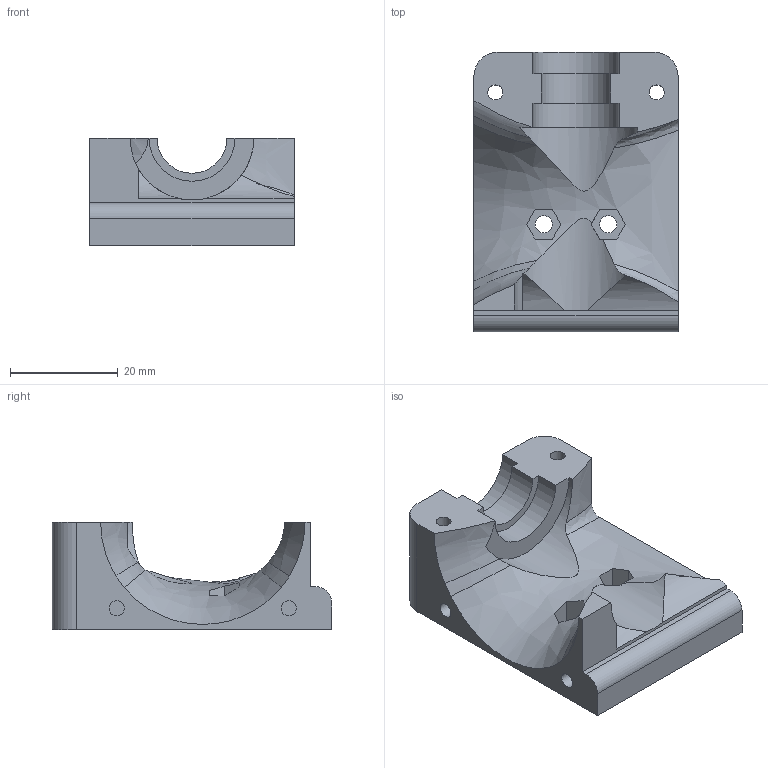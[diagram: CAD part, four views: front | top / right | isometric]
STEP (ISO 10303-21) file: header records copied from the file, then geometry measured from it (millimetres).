
FILE_DESCRIPTION(('FreeCAD Model'),'2;1');
FILE_NAME('Open CASCADE Shape Model','2022-01-04T18:55:18',('Author'),( ''),'Open CASCADE STEP processor 7.5','FreeCAD','Unknown');
FILE_SCHEMA(('AUTOMOTIVE_DESIGN { 1 0 10303 214 1 1 1 1 }'));
Length unit declared in the file: millimetre
Products named in the file (1): hotend.bowden.holder
Bounding box: 38 x 52 x 20 mm (x, y, z)
Volume: 20545.6 mm3; surface area: 7466.2 mm2
Topology: 1 solids, 1 shells, 56 faces, 153 edges, 102 vertices
Faces by surface type: plane 30, cylinder 17, bspline 9
Full cylindrical faces by diameter (mm): 2.8 x4, 3.2 x2
Entity records: 6056 total; most frequent: CARTESIAN_POINT 3258, DIRECTION 412, ORIENTED_EDGE 306, PCURVE 306, DEFINITIONAL_REPRESENTATION 306, LINE 223, VECTOR 223, B_SPLINE_CURVE_WITH_KNOTS 172
